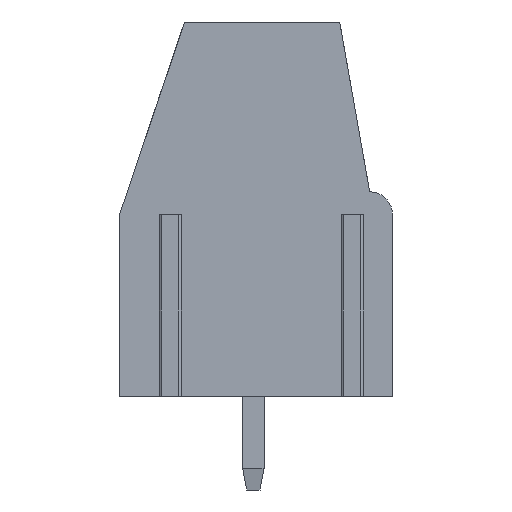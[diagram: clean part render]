
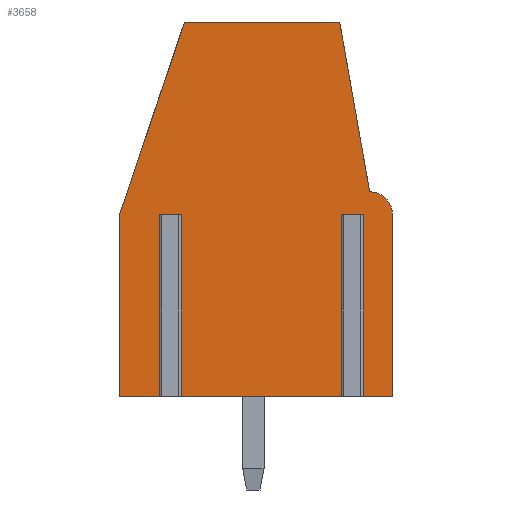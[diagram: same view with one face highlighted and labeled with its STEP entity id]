
A CAD part, left-side view. The second image highlights one B-rep face of the part: STEP entity #3658.
In plain terms, the highlighted planar face has unit normal (-1, 0, 0).
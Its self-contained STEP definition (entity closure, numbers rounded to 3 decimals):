
#221=CIRCLE('',#3901,0.85);
#525=FACE_OUTER_BOUND('',#738,.T.);
#738=EDGE_LOOP('',(#2693,#2694,#2695,#2696,#2697,#2698,#2699,#2700,#2701,
#2702,#2703,#2704,#2705,#2706,#2707));
#910=LINE('',#5238,#1219);
#914=LINE('',#5250,#1223);
#918=LINE('',#5262,#1227);
#981=LINE('',#5392,#1290);
#1020=LINE('',#5529,#1329);
#1021=LINE('',#5531,#1330);
#1022=LINE('',#5532,#1331);
#1023=LINE('',#5534,#1332);
#1024=LINE('',#5536,#1333);
#1025=LINE('',#5537,#1334);
#1026=LINE('',#5539,#1335);
#1027=LINE('',#5541,#1336);
#1028=LINE('',#5543,#1337);
#1029=LINE('',#5544,#1338);
#1219=VECTOR('',#4217,1.215);
#1223=VECTOR('',#4225,6.23);
#1227=VECTOR('',#4233,1.615);
#1290=VECTOR('',#4350,6.8);
#1329=VECTOR('',#4479,6.8);
#1330=VECTOR('',#4480,0.57);
#1331=VECTOR('',#4481,6.8);
#1332=VECTOR('',#4482,6.8);
#1333=VECTOR('',#4483,0.57);
#1334=VECTOR('',#4484,6.8);
#1335=VECTOR('',#4485,6.448);
#1336=VECTOR('',#4486,5.8);
#1337=VECTOR('',#4487,7.599);
#1338=VECTOR('',#4488,6.8);
#1521=VERTEX_POINT('',#5235);
#1522=VERTEX_POINT('',#5237);
#1527=VERTEX_POINT('',#5247);
#1528=VERTEX_POINT('',#5249);
#1533=VERTEX_POINT('',#5259);
#1534=VERTEX_POINT('',#5261);
#1574=VERTEX_POINT('',#5390);
#1612=VERTEX_POINT('',#5524);
#1613=VERTEX_POINT('',#5528);
#1614=VERTEX_POINT('',#5530);
#1615=VERTEX_POINT('',#5533);
#1616=VERTEX_POINT('',#5535);
#1617=VERTEX_POINT('',#5538);
#1618=VERTEX_POINT('',#5540);
#1619=VERTEX_POINT('',#5542);
#1880=EDGE_CURVE('',#1521,#1522,#910,.T.);
#1886=EDGE_CURVE('',#1528,#1527,#914,.T.);
#1892=EDGE_CURVE('',#1533,#1534,#918,.T.);
#1956=EDGE_CURVE('',#1521,#1574,#981,.T.);
#2014=EDGE_CURVE('',#1612,#1574,#221,.T.);
#2015=EDGE_CURVE('',#1533,#1613,#1020,.T.);
#2016=EDGE_CURVE('',#1613,#1614,#1021,.T.);
#2017=EDGE_CURVE('',#1614,#1528,#1022,.T.);
#2018=EDGE_CURVE('',#1527,#1615,#1023,.T.);
#2019=EDGE_CURVE('',#1616,#1615,#1024,.T.);
#2020=EDGE_CURVE('',#1522,#1616,#1025,.T.);
#2021=EDGE_CURVE('',#1617,#1612,#1026,.T.);
#2022=EDGE_CURVE('',#1617,#1618,#1027,.T.);
#2023=EDGE_CURVE('',#1619,#1618,#1028,.T.);
#2024=EDGE_CURVE('',#1619,#1534,#1029,.T.);
#2693=ORIENTED_EDGE('',*,*,#1892,.F.);
#2694=ORIENTED_EDGE('',*,*,#2015,.T.);
#2695=ORIENTED_EDGE('',*,*,#2016,.T.);
#2696=ORIENTED_EDGE('',*,*,#2017,.T.);
#2697=ORIENTED_EDGE('',*,*,#1886,.T.);
#2698=ORIENTED_EDGE('',*,*,#2018,.T.);
#2699=ORIENTED_EDGE('',*,*,#2019,.F.);
#2700=ORIENTED_EDGE('',*,*,#2020,.F.);
#2701=ORIENTED_EDGE('',*,*,#1880,.F.);
#2702=ORIENTED_EDGE('',*,*,#1956,.T.);
#2703=ORIENTED_EDGE('',*,*,#2014,.F.);
#2704=ORIENTED_EDGE('',*,*,#2021,.F.);
#2705=ORIENTED_EDGE('',*,*,#2022,.T.);
#2706=ORIENTED_EDGE('',*,*,#2023,.F.);
#2707=ORIENTED_EDGE('',*,*,#2024,.T.);
#3526=PLANE('',#3902);
#3658=ADVANCED_FACE('',(#525),#3526,.F.);
#3901=AXIS2_PLACEMENT_3D('',#5526,#4475,#4476);
#3902=AXIS2_PLACEMENT_3D('',#5527,#4477,#4478);
#4217=DIRECTION('',(0.,1.,0.));
#4225=DIRECTION('',(0.,-1.,0.));
#4233=DIRECTION('',(0.,1.,0.));
#4350=DIRECTION('',(0.,0.,1.));
#4475=DIRECTION('center_axis',(1.,0.,0.));
#4476=DIRECTION('ref_axis',(0.,0.,
1.));
#4477=DIRECTION('center_axis',(1.,0.,0.));
#4478=DIRECTION('ref_axis',(0.,1.,0.));
#4479=DIRECTION('',(0.,0.,1.));
#4480=DIRECTION('',(0.,-1.,0.));
#4481=DIRECTION('',(0.,0.,-1.));
#4482=DIRECTION('',(0.,0.,1.));
#4483=DIRECTION('',(0.,1.,0.));
#4484=DIRECTION('',(0.,0.,1.));
#4485=DIRECTION('',(0.,-0.174,-0.985));
#4486=DIRECTION('',(0.,1.,0.));
#4487=DIRECTION('',(0.,-0.32,0.947));
#4488=DIRECTION('',(0.,0.,-1.));
#5235=CARTESIAN_POINT('',(-7.62,-5.2,0.));
#5237=CARTESIAN_POINT('',(-7.62,-3.985,0.));
#5238=CARTESIAN_POINT('',(-7.62,-5.2,0.));
#5247=CARTESIAN_POINT('',(-7.62,-3.415,0.));
#5249=CARTESIAN_POINT('',(-7.62,2.815,0.));
#5250=CARTESIAN_POINT('',(-7.62,2.815,0.));
#5259=CARTESIAN_POINT('',(-7.62,3.385,0.));
#5261=CARTESIAN_POINT('',(-7.62,5.,0.));
#5262=CARTESIAN_POINT('',(-7.62,3.385,0.));
#5390=CARTESIAN_POINT('',(-7.62,-5.2,6.8));
#5392=CARTESIAN_POINT('',(-7.62,-5.2,0.));
#5524=CARTESIAN_POINT('',(-7.62,-4.35,7.65));
#5526=CARTESIAN_POINT('Origin',(-7.62,-4.35,6.8));
#5527=CARTESIAN_POINT('Origin',(-7.62,-0.1,6.9));
#5528=CARTESIAN_POINT('',(-7.62,3.385,6.8));
#5529=CARTESIAN_POINT('',(-7.62,3.385,0.));
#5530=CARTESIAN_POINT('',(-7.62,2.815,6.8));
#5531=CARTESIAN_POINT('',(-7.62,3.385,6.8));
#5532=CARTESIAN_POINT('',(-7.62,2.815,6.8));
#5533=CARTESIAN_POINT('',(-7.62,-3.415,6.8));
#5534=CARTESIAN_POINT('',(-7.62,-3.415,0.));
#5535=CARTESIAN_POINT('',(-7.62,-3.985,6.8));
#5536=CARTESIAN_POINT('',(-7.62,-3.985,6.8));
#5537=CARTESIAN_POINT('',(-7.62,-3.985,0.));
#5538=CARTESIAN_POINT('',(-7.62,-3.23,14.));
#5539=CARTESIAN_POINT('',(-7.62,-3.23,14.));
#5540=CARTESIAN_POINT('',(-7.62,2.57,14.));
#5541=CARTESIAN_POINT('',(-7.62,-3.23,14.));
#5542=CARTESIAN_POINT('',(-7.62,5.,6.8));
#5543=CARTESIAN_POINT('',(-7.62,5.,6.8));
#5544=CARTESIAN_POINT('',(-7.62,5.,6.8));
